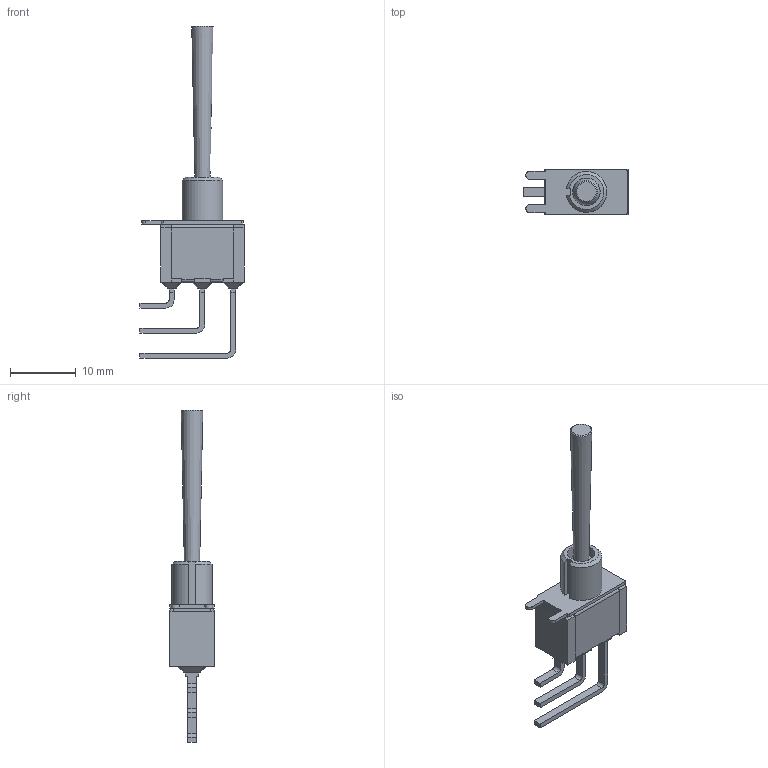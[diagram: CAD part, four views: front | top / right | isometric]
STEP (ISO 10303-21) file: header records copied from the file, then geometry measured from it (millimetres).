
FILE_DESCRIPTION(/* description */ (''),/* implementation_level */ '2;1');
FILE_NAME(/* name */ '100SPxT5B4M7xE.stp',/* time_stamp */ '2025-05-01T09:19:22-05:00',/* author */ ('mroman'),/* organization */ (''),/* preprocessor_version */ 'ST-DEVELOPER v18.1',/* originating_system */ 'Autodesk Inventor 2022',/* authorisation */ '');
FILE_SCHEMA (('AUTOMOTIVE_DESIGN { 1 0 10303 214 3 1 1 }'));
Length unit declared in the file: inch
Products named in the file (1): 100SPxT5B4M7xE
Bounding box: 15.88 x 6.86 x 50.67 mm (x, y, z)
Volume: 1171.9 mm3; surface area: 1319.8 mm2
Topology: 2 solids, 8 shells, 253 faces, 634 edges, 381 vertices
Faces by surface type: plane 183, cylinder 53, sphere 14, cone 3
Full cylindrical faces by diameter (mm): 4.2 x2
Entity records: 7344 total; most frequent: CARTESIAN_POINT 1260, DIRECTION 1256, ORIENTED_EDGE 1242, EDGE_CURVE 621, LINE 490, VECTOR 490, AXIS2_PLACEMENT_3D 383, VERTEX_POINT 381
